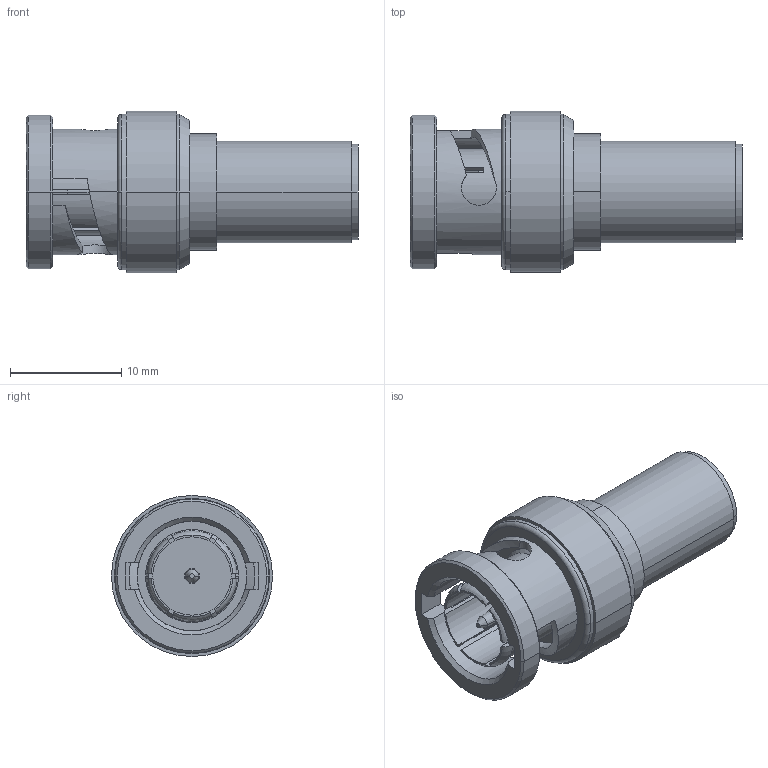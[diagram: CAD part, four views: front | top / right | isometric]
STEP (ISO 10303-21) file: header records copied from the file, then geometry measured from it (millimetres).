
FILE_DESCRIPTION((''),'2;1');
FILE_NAME('31-70558-12G_SW0001','2019-02-05T',('Kaviyarasan'),(''),'CREO PARAMETRIC BY PTC INC, 2017020','CREO PARAMETRIC BY PTC INC, 2017020','');
FILE_SCHEMA(('CONFIG_CONTROL_DESIGN'));
Length unit declared in the file: inch
Products named in the file (1): 31-70558-12G_SW0001
Bounding box: 29.84 x 14.48 x 14.48 mm (x, y, z)
Volume: 2149.2 mm3; surface area: 2271.5 mm2
Topology: 1 solids, 1 shells, 128 faces, 312 edges, 196 vertices
Faces by surface type: plane 46, cylinder 46, cone 24, torus 8, bspline 4
Entity records: 4344 total; most frequent: CARTESIAN_POINT 1262, DIRECTION 654, ORIENTED_EDGE 624, EDGE_CURVE 312, AXIS2_PLACEMENT_3D 258, VERTEX_POINT 196, EDGE_LOOP 142, VECTOR 138
